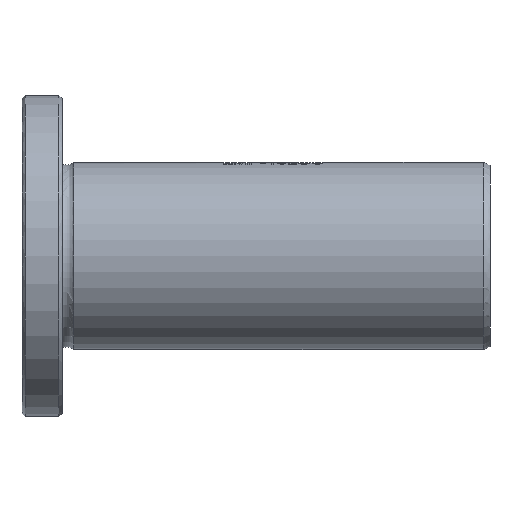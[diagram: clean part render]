
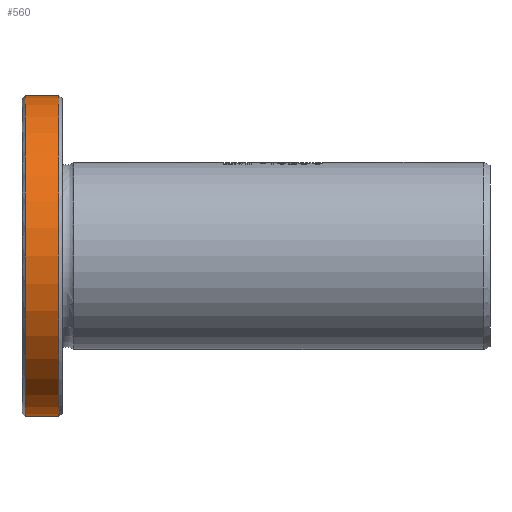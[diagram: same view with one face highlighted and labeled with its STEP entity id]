
A CAD part, front view. The second image highlights one B-rep face of the part: STEP entity #560.
In plain terms, the highlighted cylindrical face has radius 24 mm (diameter 48 mm), a full revolution.
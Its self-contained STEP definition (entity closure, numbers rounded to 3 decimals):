
#514=CYLINDRICAL_SURFACE('',#6505,24.);
#560=ADVANCED_FACE('',(#1248,#1249),#514,.T.);
#1149=CIRCLE('',#6495,24.);
#1150=CIRCLE('',#6496,24.);
#1151=CIRCLE('',#6503,24.);
#1152=CIRCLE('',#6504,24.);
#1248=FACE_BOUND('',#1359,.T.);
#1249=FACE_BOUND('',#1360,.T.);
#1359=EDGE_LOOP('',(#2475,#2476));
#1360=EDGE_LOOP('',(#2477,#2478));
#2475=ORIENTED_EDGE('',*,*,#4827,.T.);
#2476=ORIENTED_EDGE('',*,*,#4828,.T.);
#2477=ORIENTED_EDGE('',*,*,#4837,.F.);
#2478=ORIENTED_EDGE('',*,*,#4838,.F.);
#4215=VERTEX_POINT('',#9641);
#4216=VERTEX_POINT('',#9642);
#4225=VERTEX_POINT('',#9739);
#4226=VERTEX_POINT('',#9740);
#4827=EDGE_CURVE('',#4215,#4216,#1149,.T.);
#4828=EDGE_CURVE('',#4216,#4215,#1150,.T.);
#4837=EDGE_CURVE('',#4225,#4226,#1151,.T.);
#4838=EDGE_CURVE('',#4226,#4225,#1152,.T.);
#6495=AXIS2_PLACEMENT_3D('',#9640,#7024,#7025);
#6496=AXIS2_PLACEMENT_3D('',#9643,#7026,#7027);
#6503=AXIS2_PLACEMENT_3D('',#9738,#7040,#7041);
#6504=AXIS2_PLACEMENT_3D('',#9741,#7042,#7043);
#6505=AXIS2_PLACEMENT_3D('',#9742,#7044,#7045);
#7024=DIRECTION('',(1.,0.,0.));
#7025=DIRECTION('',(0.,0.,-1.));
#7026=DIRECTION('',(1.,0.,0.));
#7027=DIRECTION('',(0.,0.,-1.));
#7040=DIRECTION('',(1.,0.,0.));
#7041=DIRECTION('',(0.,0.,1.));
#7042=DIRECTION('',(1.,0.,0.));
#7043=DIRECTION('',(0.,0.,1.));
#7044=DIRECTION('',(1.,0.,0.));
#7045=DIRECTION('',(0.,0.,-1.));
#9640=CARTESIAN_POINT('',(0.5,0.,0.));
#9641=CARTESIAN_POINT('',(0.5,0.,-24.));
#9642=CARTESIAN_POINT('',(0.5,0.,24.));
#9643=CARTESIAN_POINT('',(0.5,0.,0.));
#9738=CARTESIAN_POINT('',(5.5,0.,0.));
#9739=CARTESIAN_POINT('',(5.5,0.,24.));
#9740=CARTESIAN_POINT('',(5.5,0.,-24.));
#9741=CARTESIAN_POINT('',(5.5,0.,0.));
#9742=CARTESIAN_POINT('',(0.5,0.,0.));
